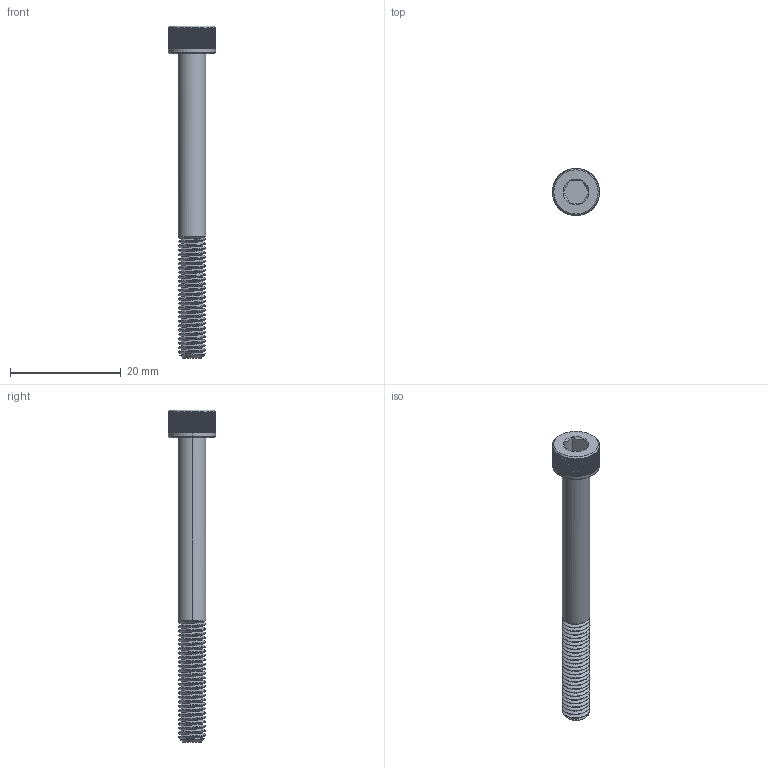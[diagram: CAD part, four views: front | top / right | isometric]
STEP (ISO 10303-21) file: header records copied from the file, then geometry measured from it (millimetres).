
FILE_DESCRIPTION (( 'STEP AP203' ), '1' );
FILE_NAME ('91290A264_Black-Oxide Alloy Steel Socket Head Screw.STEP', '2021-10-14T13:29:02', ( 'Administrator' ), ( 'Managed by Terraform' ), 'SwSTEP 2.0', 'SolidWorks 2017', '' );
FILE_SCHEMA (( 'CONFIG_CONTROL_DESIGN' ));
Length unit declared in the file: millimetre
Products named in the file (1): 91290A264_Black-Oxide Alloy Steel Socket Head Screw
Bounding box: 8.5 x 8.5 x 60 mm (x, y, z)
Volume: 1212.2 mm3; surface area: 1541.1 mm2
Topology: 1 solids, 1 shells, 787 faces, 1812 edges, 1202 vertices
Faces by surface type: plane 710, cylinder 57, cone 17, bspline 3
Entity records: 26488 total; most frequent: CARTESIAN_POINT 8477, DIRECTION 3628, ORIENTED_EDGE 3624, EDGE_CURVE 1812, LINE 1306, VECTOR 1306, VERTEX_POINT 1202, AXIS2_PLACEMENT_3D 1161
